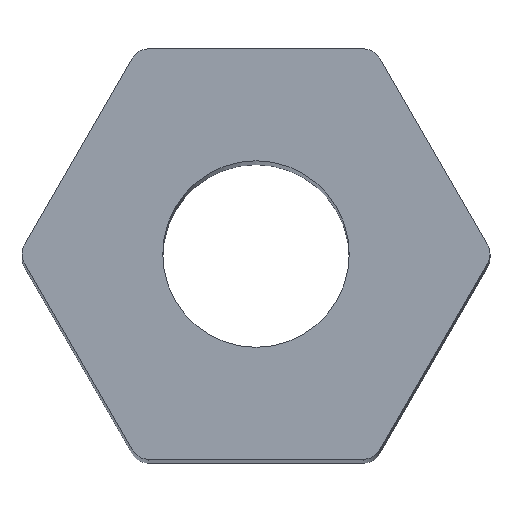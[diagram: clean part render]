
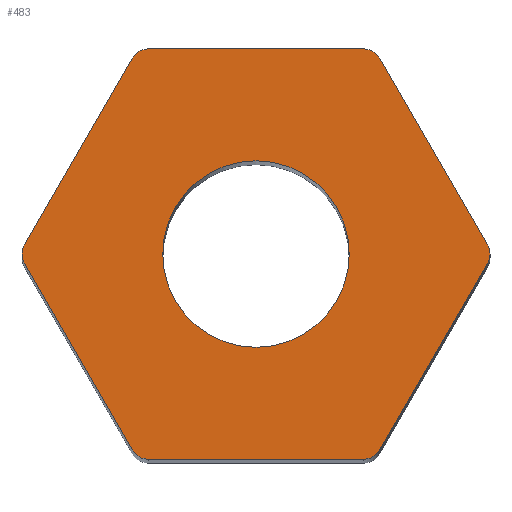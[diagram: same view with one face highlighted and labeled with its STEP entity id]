
A CAD part, top view. The second image highlights one B-rep face of the part: STEP entity #483.
In plain terms, the highlighted planar face has unit normal (0, 0, 1).
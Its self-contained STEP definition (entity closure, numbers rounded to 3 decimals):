
#4 = EDGE_CURVE ( 'NONE', #488, #45, #155, .T. ) ;
#9 = DIRECTION ( 'NONE',  ( 1., 0., 0. ) ) ;
#16 = CIRCLE ( 'NONE', #525, 1.25 ) ;
#26 = VERTEX_POINT ( 'NONE', #389 ) ;
#31 = EDGE_CURVE ( 'NONE', #183, #157, #262, .T. ) ;
#45 = VERTEX_POINT ( 'NONE', #126 ) ;
#48 = CARTESIAN_POINT ( 'NONE',  ( -1.443, -2.5, 30. ) ) ;
#50 = EDGE_CURVE ( 'NONE', #489, #70, #16, .T. ) ;
#54 = DIRECTION ( 'NONE',  ( -1., 0., 0. ) ) ;
#57 = DIRECTION ( 'NONE',  ( 1., 0., 0. ) ) ;
#60 = CARTESIAN_POINT ( 'NONE',  ( -1.66, -2.625, 30. ) ) ;
#62 = CARTESIAN_POINT ( 'NONE',  ( 2.887, 0., 30. ) ) ;
#70 = VERTEX_POINT ( 'NONE', #536 ) ;
#73 = DIRECTION ( 'NONE',  ( 0.5, -0.866, 0. ) ) ;
#85 = AXIS2_PLACEMENT_3D ( 'NONE', #284, #150, #9 ) ;
#90 = CARTESIAN_POINT ( 'NONE',  ( 1.588, -2.75, 30. ) ) ;
#91 = EDGE_CURVE ( 'NONE', #114, #26, #249, .T. ) ;
#100 = CARTESIAN_POINT ( 'NONE',  ( -3.103, 0.125, 30. ) ) ;
#101 = LINE ( 'NONE', #533, #542 ) ;
#104 = VERTEX_POINT ( 'NONE', #312 ) ;
#108 = DIRECTION ( 'NONE',  ( 0., 0., 1. ) ) ;
#114 = VERTEX_POINT ( 'NONE', #415 ) ;
#115 = DIRECTION ( 'NONE',  ( 1., 0., 0. ) ) ;
#119 = EDGE_LOOP ( 'NONE', ( #167, #359, #264, #515, #220, #531, #509, #391, #180, #325, #342, #131, #367 ) ) ;
#126 = CARTESIAN_POINT ( 'NONE',  ( -3.103, -0.125, 30. ) ) ;
#131 = ORIENTED_EDGE ( 'NONE', *, *, #311, .T. ) ;
#133 = CARTESIAN_POINT ( 'NONE',  ( 1.66, -2.625, 30. ) ) ;
#134 = DIRECTION ( 'NONE',  ( 0., 0., 1. ) ) ;
#138 = ORIENTED_EDGE ( 'NONE', *, *, #475, .F. ) ;
#144 = EDGE_CURVE ( 'NONE', #571, #183, #330, .T. ) ;
#148 = VERTEX_POINT ( 'NONE', #315 ) ;
#149 = AXIS2_PLACEMENT_3D ( 'NONE', #62, #296, #344 ) ;
#150 = DIRECTION ( 'NONE',  ( 0., 0., 1. ) ) ;
#151 = CARTESIAN_POINT ( 'NONE',  ( 0., 0., 30. ) ) ;
#155 = CIRCLE ( 'NONE', #541, 0.25 ) ;
#157 = VERTEX_POINT ( 'NONE', #133 ) ;
#160 = VECTOR ( 'NONE', #176, 1000. ) ;
#167 = ORIENTED_EDGE ( 'NONE', *, *, #211, .T. ) ;
#169 = CARTESIAN_POINT ( 'NONE',  ( 1.443, -2.75, 30. ) ) ;
#173 = EDGE_CURVE ( 'NONE', #451, #571, #487, .T. ) ;
#176 = DIRECTION ( 'NONE',  ( 0.5, 0.866, 0. ) ) ;
#179 = VERTEX_POINT ( 'NONE', #548 ) ;
#180 = ORIENTED_EDGE ( 'NONE', *, *, #444, .T. ) ;
#183 = VERTEX_POINT ( 'NONE', #169 ) ;
#188 = CARTESIAN_POINT ( 'NONE',  ( 3.103, -0.125, 30. ) ) ;
#193 = AXIS2_PLACEMENT_3D ( 'NONE', #269, #274, #323 ) ;
#194 = FACE_OUTER_BOUND ( 'NONE', #119, .T. ) ;
#198 = EDGE_CURVE ( 'NONE', #148, #179, #493, .T. ) ;
#201 = AXIS2_PLACEMENT_3D ( 'NONE', #151, #485, #522 ) ;
#204 = CARTESIAN_POINT ( 'NONE',  ( -1.443, -2.75, 30. ) ) ;
#207 = DIRECTION ( 'NONE',  ( 1., 0., 0. ) ) ;
#211 = EDGE_CURVE ( 'NONE', #179, #407, #479, .T. ) ;
#219 = EDGE_CURVE ( 'NONE', #157, #289, #390, .T. ) ;
#220 = ORIENTED_EDGE ( 'NONE', *, *, #173, .T. ) ;
#249 = LINE ( 'NONE', #364, #470 ) ;
#253 = EDGE_CURVE ( 'NONE', #407, #488, #270, .T. ) ;
#260 = CARTESIAN_POINT ( 'NONE',  ( -1.588, -2.75, 30. ) ) ;
#262 = CIRCLE ( 'NONE', #552, 0.25 ) ;
#264 = ORIENTED_EDGE ( 'NONE', *, *, #4, .T. ) ;
#269 = CARTESIAN_POINT ( 'NONE',  ( -1.443, 2.5, 30. ) ) ;
#270 = CIRCLE ( 'NONE', #85, 0.25 ) ;
#274 = DIRECTION ( 'NONE',  ( 0., 0., 1. ) ) ;
#277 = CIRCLE ( 'NONE', #576, 0.25 ) ;
#279 = ORIENTED_EDGE ( 'NONE', *, *, #50, .F. ) ;
#283 = CARTESIAN_POINT ( 'NONE',  ( 1.443, 2.5, 30. ) ) ;
#284 = CARTESIAN_POINT ( 'NONE',  ( -2.887, 0., 30. ) ) ;
#289 = VERTEX_POINT ( 'NONE', #188 ) ;
#296 = DIRECTION ( 'NONE',  ( 0., 0., 1. ) ) ;
#306 = CARTESIAN_POINT ( 'NONE',  ( -2.887, 0., 30. ) ) ;
#311 = EDGE_CURVE ( 'NONE', #104, #148, #448, .T. ) ;
#312 = CARTESIAN_POINT ( 'NONE',  ( 1.443, 2.75, 30. ) ) ;
#315 = CARTESIAN_POINT ( 'NONE',  ( -1.443, 2.75, 30. ) ) ;
#322 = DIRECTION ( 'NONE',  ( -0.5, -0.866, 0. ) ) ;
#323 = DIRECTION ( 'NONE',  ( 1., 0., 0. ) ) ;
#325 = ORIENTED_EDGE ( 'NONE', *, *, #91, .T. ) ;
#330 = LINE ( 'NONE', #260, #564 ) ;
#335 = DIRECTION ( 'NONE',  ( 0., 0., 1. ) ) ;
#339 = FACE_BOUND ( 'NONE', #584, .T. ) ;
#341 = CARTESIAN_POINT ( 'NONE',  ( -3.137, 0., 30. ) ) ;
#342 = ORIENTED_EDGE ( 'NONE', *, *, #424, .T. ) ;
#344 = DIRECTION ( 'NONE',  ( 1., 0., 0. ) ) ;
#352 = DIRECTION ( 'NONE',  ( 0., 0., 1. ) ) ;
#359 = ORIENTED_EDGE ( 'NONE', *, *, #253, .T. ) ;
#364 = CARTESIAN_POINT ( 'NONE',  ( 3.175, 0., 30. ) ) ;
#367 = ORIENTED_EDGE ( 'NONE', *, *, #198, .T. ) ;
#371 = DIRECTION ( 'NONE',  ( 0., 0., 1. ) ) ;
#374 = CARTESIAN_POINT ( 'NONE',  ( -1.588, 2.75, 30. ) ) ;
#388 = VECTOR ( 'NONE', #54, 1000. ) ;
#389 = CARTESIAN_POINT ( 'NONE',  ( 1.66, 2.625, 30. ) ) ;
#390 = LINE ( 'NONE', #90, #160 ) ;
#391 = ORIENTED_EDGE ( 'NONE', *, *, #219, .T. ) ;
#392 = CARTESIAN_POINT ( 'NONE',  ( 1.25, 0., 30. ) ) ;
#407 = VERTEX_POINT ( 'NONE', #100 ) ;
#410 = CARTESIAN_POINT ( 'NONE',  ( 0., 0., 30. ) ) ;
#415 = CARTESIAN_POINT ( 'NONE',  ( 3.103, 0.125, 30. ) ) ;
#424 = EDGE_CURVE ( 'NONE', #26, #104, #277, .T. ) ;
#426 = CIRCLE ( 'NONE', #201, 1.25 ) ;
#430 = DIRECTION ( 'NONE',  ( 1., 0., 0. ) ) ;
#432 = AXIS2_PLACEMENT_3D ( 'NONE', #562, #108, #430 ) ;
#437 = VECTOR ( 'NONE', #322, 1000. ) ;
#444 = EDGE_CURVE ( 'NONE', #289, #114, #543, .T. ) ;
#448 = LINE ( 'NONE', #474, #388 ) ;
#451 = VERTEX_POINT ( 'NONE', #60 ) ;
#457 = DIRECTION ( 'NONE',  ( 1., 0., 0. ) ) ;
#468 = AXIS2_PLACEMENT_3D ( 'NONE', #48, #371, #457 ) ;
#470 = VECTOR ( 'NONE', #582, 1000. ) ;
#474 = CARTESIAN_POINT ( 'NONE',  ( 1.588, 2.75, 30. ) ) ;
#475 = EDGE_CURVE ( 'NONE', #70, #489, #426, .T. ) ;
#476 = PLANE ( 'NONE',  #432 ) ;
#479 = LINE ( 'NONE', #374, #437 ) ;
#483 = ADVANCED_FACE ( 'NONE', ( #339, #194 ), #476, .T. ) ;
#485 = DIRECTION ( 'NONE',  ( 0., 0., 1. ) ) ;
#487 = CIRCLE ( 'NONE', #468, 0.25 ) ;
#488 = VERTEX_POINT ( 'NONE', #341 ) ;
#489 = VERTEX_POINT ( 'NONE', #392 ) ;
#493 = CIRCLE ( 'NONE', #193, 0.25 ) ;
#509 = ORIENTED_EDGE ( 'NONE', *, *, #31, .T. ) ;
#514 = DIRECTION ( 'NONE',  ( 1., 0., 0. ) ) ;
#515 = ORIENTED_EDGE ( 'NONE', *, *, #580, .T. ) ;
#516 = DIRECTION ( 'NONE',  ( 0., 0., 1. ) ) ;
#522 = DIRECTION ( 'NONE',  ( 1., 0., 0. ) ) ;
#525 = AXIS2_PLACEMENT_3D ( 'NONE', #410, #134, #207 ) ;
#531 = ORIENTED_EDGE ( 'NONE', *, *, #144, .T. ) ;
#533 = CARTESIAN_POINT ( 'NONE',  ( -3.175, 0., 30. ) ) ;
#536 = CARTESIAN_POINT ( 'NONE',  ( -1.25, 0., 30. ) ) ;
#541 = AXIS2_PLACEMENT_3D ( 'NONE', #306, #352, #514 ) ;
#542 = VECTOR ( 'NONE', #73, 1000. ) ;
#543 = CIRCLE ( 'NONE', #149, 0.25 ) ;
#548 = CARTESIAN_POINT ( 'NONE',  ( -1.66, 2.625, 30. ) ) ;
#552 = AXIS2_PLACEMENT_3D ( 'NONE', #558, #335, #57 ) ;
#558 = CARTESIAN_POINT ( 'NONE',  ( 1.443, -2.5, 30. ) ) ;
#562 = CARTESIAN_POINT ( 'NONE',  ( 0., 0., 30. ) ) ;
#564 = VECTOR ( 'NONE', #581, 1000. ) ;
#571 = VERTEX_POINT ( 'NONE', #204 ) ;
#576 = AXIS2_PLACEMENT_3D ( 'NONE', #283, #516, #115 ) ;
#580 = EDGE_CURVE ( 'NONE', #45, #451, #101, .T. ) ;
#581 = DIRECTION ( 'NONE',  ( 1., 0., 0. ) ) ;
#582 = DIRECTION ( 'NONE',  ( -0.5, 0.866, 0. ) ) ;
#584 = EDGE_LOOP ( 'NONE', ( #138, #279 ) ) ;
